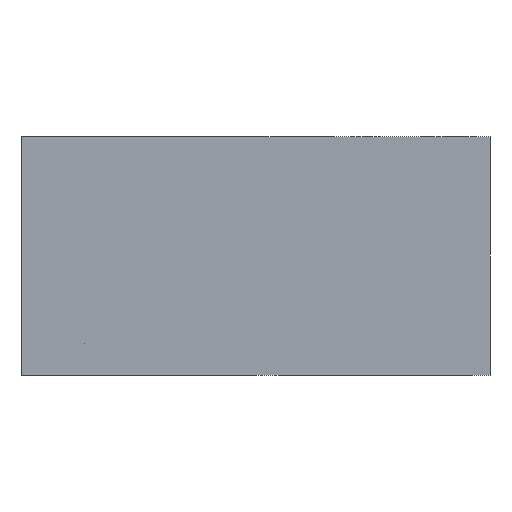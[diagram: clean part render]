
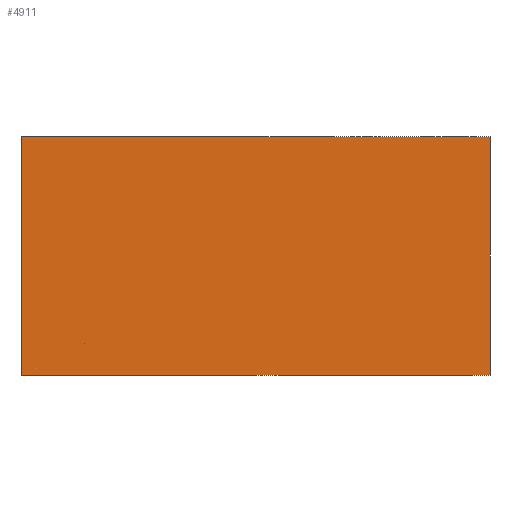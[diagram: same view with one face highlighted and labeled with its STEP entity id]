
A CAD part, front view. The second image highlights one B-rep face of the part: STEP entity #4911.
In plain terms, the highlighted planar face has unit normal (0, -1, 0).
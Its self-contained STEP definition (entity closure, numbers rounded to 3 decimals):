
#418=LINE('',#6618,#831);
#627=LINE('',#8136,#1040);
#748=LINE('',#8549,#1161);
#750=LINE('',#8673,#1163);
#831=VECTOR('',#5402,50.);
#1040=VECTOR('',#5729,98.);
#1161=VECTOR('',#5964,98.);
#1163=VECTOR('',#6132,50.);
#1439=PLANE('',#5186);
#1724=FACE_OUTER_BOUND('',#2105,.T.);
#2105=EDGE_LOOP('',(#4609,#4610,#4611,#4612));
#2284=VERTEX_POINT('',#6615);
#2285=VERTEX_POINT('',#6617);
#2510=VERTEX_POINT('',#8132);
#2618=VERTEX_POINT('',#8547);
#2783=EDGE_CURVE('',#2285,#2284,#418,.T.);
#3122=EDGE_CURVE('',#2285,#2510,#627,.T.);
#3274=EDGE_CURVE('',#2618,#2284,#748,.T.);
#3315=EDGE_CURVE('',#2510,#2618,#750,.T.);
#4609=ORIENTED_EDGE('',*,*,#2783,.T.);
#4610=ORIENTED_EDGE('',*,*,#3274,.F.);
#4611=ORIENTED_EDGE('',*,*,#3315,.F.);
#4612=ORIENTED_EDGE('',*,*,#3122,.F.);
#4911=ADVANCED_FACE('',(#1724),#1439,.F.);
#5186=AXIS2_PLACEMENT_3D('',#8672,#6130,#6131);
#5402=DIRECTION('',(0.,0.,-1.));
#5729=DIRECTION('',(1.,0.,0.));
#5964=DIRECTION('',(-1.,0.,0.));
#6130=DIRECTION('center_axis',(0.,1.,0.));
#6131=DIRECTION('ref_axis',(0.,0.,1.));
#6132=DIRECTION('',(0.,0.,-1.));
#6615=CARTESIAN_POINT('',(291.,0.,45.));
#6617=CARTESIAN_POINT('',(291.,0.,95.));
#6618=CARTESIAN_POINT('',(291.,0.,70.));
#8132=CARTESIAN_POINT('',(389.,0.,95.));
#8136=CARTESIAN_POINT('',(340.,0.,95.));
#8547=CARTESIAN_POINT('',(389.,0.,45.));
#8549=CARTESIAN_POINT('',(340.,0.,45.));
#8672=CARTESIAN_POINT('Origin',(340.,0.,70.));
#8673=CARTESIAN_POINT('',(389.,0.,70.));
